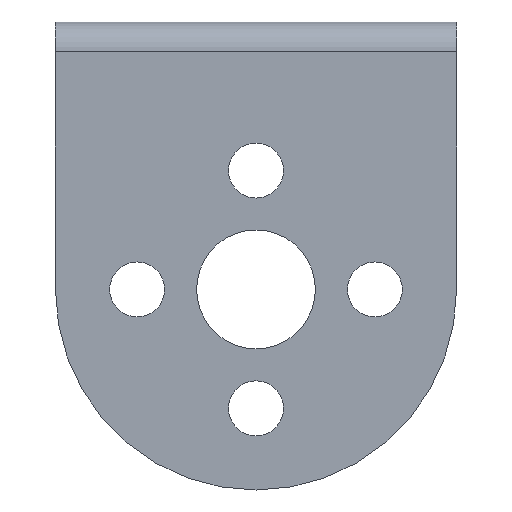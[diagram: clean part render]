
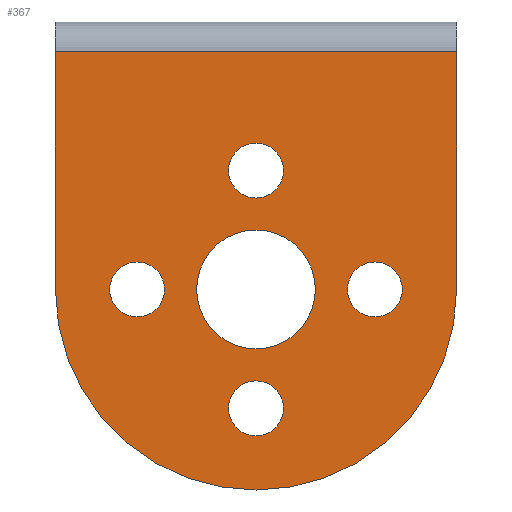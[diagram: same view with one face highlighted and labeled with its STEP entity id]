
A CAD part, front view. The second image highlights one B-rep face of the part: STEP entity #367.
In plain terms, the highlighted planar face has unit normal (0, -1, 0).
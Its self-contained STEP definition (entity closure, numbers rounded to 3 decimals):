
#32=FACE_BOUND('',#85,.T.);
#33=FACE_BOUND('',#86,.T.);
#34=FACE_BOUND('',#87,.T.);
#35=FACE_BOUND('',#88,.T.);
#36=FACE_BOUND('',#89,.T.);
#60=FACE_OUTER_BOUND('',#84,.T.);
#84=EDGE_LOOP('',(#279,#280,#281,#282));
#85=EDGE_LOOP('',(#283));
#86=EDGE_LOOP('',(#284));
#87=EDGE_LOOP('',(#285));
#88=EDGE_LOOP('',(#286));
#89=EDGE_LOOP('',(#287));
#130=LINE('',#552,#145);
#131=LINE('',#558,#146);
#138=LINE('',#582,#153);
#145=VECTOR('',#441,16.);
#146=VECTOR('',#446,16.);
#153=VECTOR('',#469,27.);
#163=CIRCLE('',#397,13.5);
#164=CIRCLE('',#398,4.);
#165=CIRCLE('',#399,1.85);
#166=CIRCLE('',#400,1.85);
#167=CIRCLE('',#401,1.85);
#168=CIRCLE('',#402,1.85);
#181=VERTEX_POINT('',#539);
#187=VERTEX_POINT('',#550);
#189=VERTEX_POINT('',#555);
#190=VERTEX_POINT('',#557);
#200=VERTEX_POINT('',#584);
#201=VERTEX_POINT('',#586);
#202=VERTEX_POINT('',#588);
#203=VERTEX_POINT('',#590);
#204=VERTEX_POINT('',#592);
#221=EDGE_CURVE('',#181,#187,#130,.T.);
#223=EDGE_CURVE('',#189,#190,#131,.T.);
#236=EDGE_CURVE('',#189,#181,#138,.T.);
#237=EDGE_CURVE('',#187,#190,#163,.T.);
#238=EDGE_CURVE('',#200,#200,#164,.T.);
#239=EDGE_CURVE('',#201,#201,#165,.T.);
#240=EDGE_CURVE('',#202,#202,#166,.T.);
#241=EDGE_CURVE('',#203,#203,#167,.T.);
#242=EDGE_CURVE('',#204,#204,#168,.T.);
#279=ORIENTED_EDGE('',*,*,#236,.T.);
#280=ORIENTED_EDGE('',*,*,#221,.T.);
#281=ORIENTED_EDGE('',*,*,#237,.T.);
#282=ORIENTED_EDGE('',*,*,#223,.F.);
#283=ORIENTED_EDGE('',*,*,#238,.T.);
#284=ORIENTED_EDGE('',*,*,#239,.T.);
#285=ORIENTED_EDGE('',*,*,#240,.T.);
#286=ORIENTED_EDGE('',*,*,#241,.T.);
#287=ORIENTED_EDGE('',*,*,#242,.T.);
#341=PLANE('',#396);
#367=ADVANCED_FACE('',(#60,#32,#33,#34,#35,#36),#341,.T.);
#396=AXIS2_PLACEMENT_3D('',#581,#467,#468);
#397=AXIS2_PLACEMENT_3D('',#583,#470,#471);
#398=AXIS2_PLACEMENT_3D('',#585,#472,#473);
#399=AXIS2_PLACEMENT_3D('',#587,#474,#475);
#400=AXIS2_PLACEMENT_3D('',#589,#476,#477);
#401=AXIS2_PLACEMENT_3D('',#591,#478,#479);
#402=AXIS2_PLACEMENT_3D('',#593,#480,#481);
#441=DIRECTION('',(0.,0.,-1.));
#446=DIRECTION('',(0.,0.,-1.));
#467=DIRECTION('center_axis',(0.,-1.,0.));
#468=DIRECTION('ref_axis',(0.,0.,-1.));
#469=DIRECTION('',(-1.,0.,0.));
#470=DIRECTION('center_axis',(0.,-1.,0.));
#471=DIRECTION('ref_axis',(-1.,0.,0.));
#472=DIRECTION('center_axis',(0.,1.,0.));
#473=DIRECTION('ref_axis',(1.,0.,0.));
#474=DIRECTION('center_axis',(0.,1.,0.));
#475=DIRECTION('ref_axis',(1.,0.,0.));
#476=DIRECTION('center_axis',(0.,1.,0.));
#477=DIRECTION('ref_axis',(1.,0.,0.));
#478=DIRECTION('center_axis',(0.,1.,0.));
#479=DIRECTION('ref_axis',(1.,0.,0.));
#480=DIRECTION('center_axis',(0.,1.,0.));
#481=DIRECTION('ref_axis',(1.,0.,0.));
#539=CARTESIAN_POINT('',(-13.5,0.,-2.));
#550=CARTESIAN_POINT('',(-13.5,0.,-18.));
#552=CARTESIAN_POINT('',(-13.5,0.,-2.));
#555=CARTESIAN_POINT('',(13.5,0.,-2.));
#557=CARTESIAN_POINT('',(13.5,0.,-18.));
#558=CARTESIAN_POINT('',(13.5,0.,-2.));
#581=CARTESIAN_POINT('Origin',(-13.5,0.,0.));
#582=CARTESIAN_POINT('',(13.5,0.,-2.));
#583=CARTESIAN_POINT('Origin',(0.,0.,-18.));
#584=CARTESIAN_POINT('',(-4.,0.,-18.));
#585=CARTESIAN_POINT('Origin',(0.,0.,-18.));
#586=CARTESIAN_POINT('',(-1.85,0.,-26.));
#587=CARTESIAN_POINT('Origin',(0.,0.,-26.));
#588=CARTESIAN_POINT('',(6.15,0.,-18.));
#589=CARTESIAN_POINT('Origin',(8.,0.,-18.));
#590=CARTESIAN_POINT('',(-1.85,0.,-10.));
#591=CARTESIAN_POINT('Origin',(0.,0.,-10.));
#592=CARTESIAN_POINT('',(-9.85,0.,-18.));
#593=CARTESIAN_POINT('Origin',(-8.,0.,-18.));
